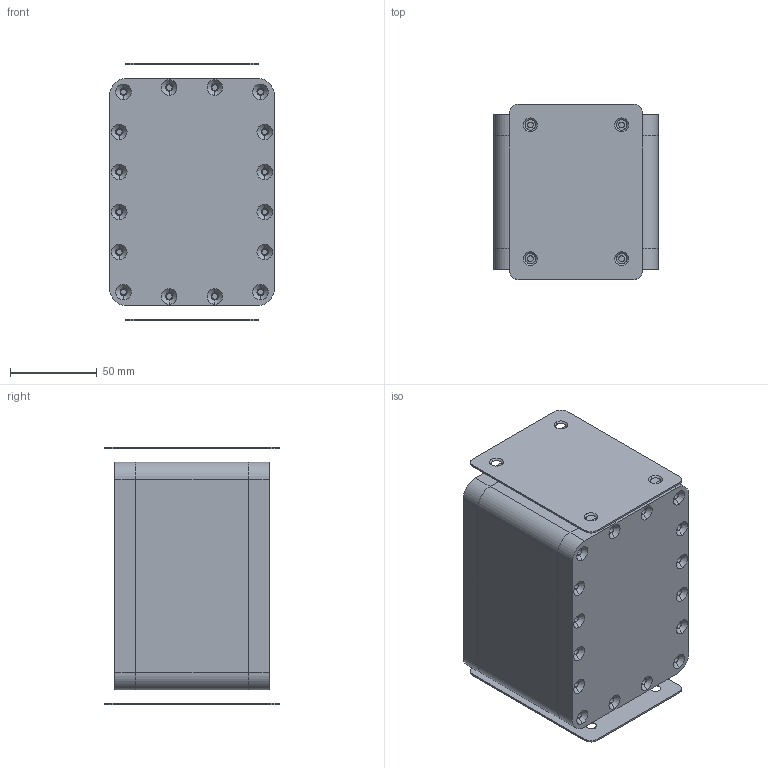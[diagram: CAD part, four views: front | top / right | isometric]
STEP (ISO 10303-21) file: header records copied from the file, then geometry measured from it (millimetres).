
FILE_DESCRIPTION (( 'STEP AP214' ), '1' );
FILE_NAME ('elephant collar payload - powerpack.STEP', '2020-09-10T13:00:07', ( '' ), ( '' ), 'SwSTEP 2.0', 'SolidWorks 2016', '' );
FILE_SCHEMA (( 'AUTOMOTIVE_DESIGN' ));
Length unit declared in the file: millimetre
Products named in the file (1): elephant collar payload - powerpack
Bounding box: 95 x 101.2 x 148.74 mm (x, y, z)
Volume: 673347.6 mm3; surface area: 173823.5 mm2
Topology: 5 solids, 5 shells, 383 faces, 914 edges, 590 vertices
Faces by surface type: cylinder 206, plane 97, cone 80
Entity records: 15721 total; most frequent: DIRECTION 2196, CARTESIAN_POINT 1888, ORIENTED_EDGE 1828, EDGE_CURVE 914, AXIS2_PLACEMENT_3D 898, VERTEX_POINT 590, CIRCLE 514, EDGE_LOOP 512
